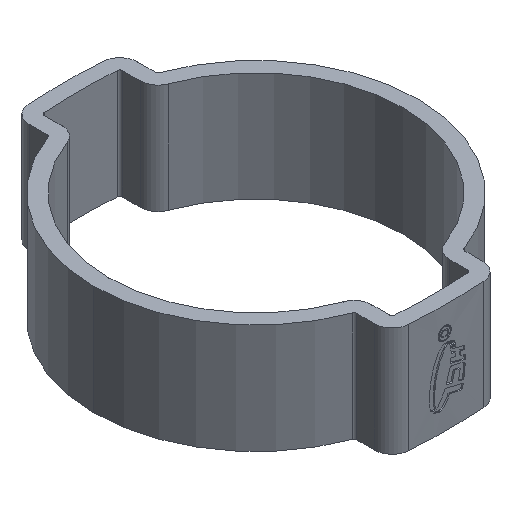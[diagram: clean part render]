
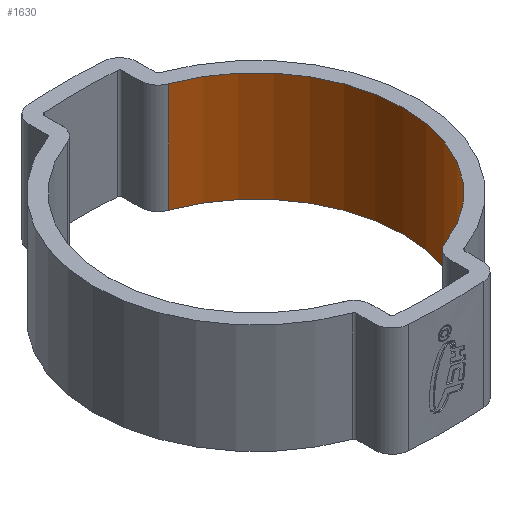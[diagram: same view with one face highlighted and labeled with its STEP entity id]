
A CAD part, isometric view. The second image highlights one B-rep face of the part: STEP entity #1630.
In plain terms, the highlighted cylindrical face has radius 10.75 mm (diameter 21.5 mm), a partial arc.
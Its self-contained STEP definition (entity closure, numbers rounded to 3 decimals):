
#93 = VERTEX_POINT ( 'NONE', #4051 ) ;
#406 = EDGE_CURVE ( 'NONE', #4767, #688, #1860, .T. ) ;
#688 = VERTEX_POINT ( 'NONE', #4794 ) ;
#716 = CARTESIAN_POINT ( 'NONE',  ( 0., 0., 4. ) ) ;
#737 = LINE ( 'NONE', #1233, #739 ) ;
#739 = VECTOR ( 'NONE', #2079, 1000. ) ;
#774 = EDGE_CURVE ( 'NONE', #4767, #2565, #737, .T. ) ;
#778 = CARTESIAN_POINT ( 'NONE',  ( 3.702, 10.092, 4. ) ) ;
#832 = AXIS2_PLACEMENT_3D ( 'NONE', #716, #3809, #2685 ) ;
#1233 = CARTESIAN_POINT ( 'NONE',  ( 3.702, -10.092, 4. ) ) ;
#1286 = FACE_OUTER_BOUND ( 'NONE', #3222, .T. ) ;
#1590 = DIRECTION ( 'NONE',  ( -1., 0., 0. ) ) ;
#1630 = ADVANCED_FACE ( 'NONE', ( #1286 ), #5731, .F. ) ;
#1860 = CIRCLE ( 'NONE', #832, 10.75 ) ;
#2079 = DIRECTION ( 'NONE',  ( 0., 0., -1. ) ) ;
#2095 = LINE ( 'NONE', #778, #4964 ) ;
#2126 = DIRECTION ( 'NONE',  ( 0., 0., -1. ) ) ;
#2128 = ORIENTED_EDGE ( 'NONE', *, *, #2368, .F. ) ;
#2368 = EDGE_CURVE ( 'NONE', #2565, #93, #3020, .T. ) ;
#2565 = VERTEX_POINT ( 'NONE', #4596 ) ;
#2675 = DIRECTION ( 'NONE',  ( -1., 0., 0. ) ) ;
#2685 = DIRECTION ( 'NONE',  ( -1., 0., 0. ) ) ;
#3020 = CIRCLE ( 'NONE', #3295, 10.75 ) ;
#3051 = CARTESIAN_POINT ( 'NONE',  ( 0., 0., 4. ) ) ;
#3222 = EDGE_LOOP ( 'NONE', ( #2128, #4602, #4508, #5099 ) ) ;
#3295 = AXIS2_PLACEMENT_3D ( 'NONE', #4214, #4675, #1590 ) ;
#3809 = DIRECTION ( 'NONE',  ( 0., 0., 1. ) ) ;
#4051 = CARTESIAN_POINT ( 'NONE',  ( 3.702, 10.092, -4. ) ) ;
#4071 = AXIS2_PLACEMENT_3D ( 'NONE', #3051, #4843, #2675 ) ;
#4165 = EDGE_CURVE ( 'NONE', #688, #93, #2095, .T. ) ;
#4214 = CARTESIAN_POINT ( 'NONE',  ( 0., 0., -4. ) ) ;
#4508 = ORIENTED_EDGE ( 'NONE', *, *, #406, .T. ) ;
#4596 = CARTESIAN_POINT ( 'NONE',  ( 3.702, -10.092, -4. ) ) ;
#4602 = ORIENTED_EDGE ( 'NONE', *, *, #774, .F. ) ;
#4675 = DIRECTION ( 'NONE',  ( 0., 0., 1. ) ) ;
#4767 = VERTEX_POINT ( 'NONE', #5028 ) ;
#4794 = CARTESIAN_POINT ( 'NONE',  ( 3.702, 10.092, 4. ) ) ;
#4843 = DIRECTION ( 'NONE',  ( 0., 0., -1. ) ) ;
#4964 = VECTOR ( 'NONE', #2126, 1000. ) ;
#5028 = CARTESIAN_POINT ( 'NONE',  ( 3.702, -10.092, 4. ) ) ;
#5099 = ORIENTED_EDGE ( 'NONE', *, *, #4165, .T. ) ;
#5731 = CYLINDRICAL_SURFACE ( 'NONE', #4071, 10.75 ) ;
